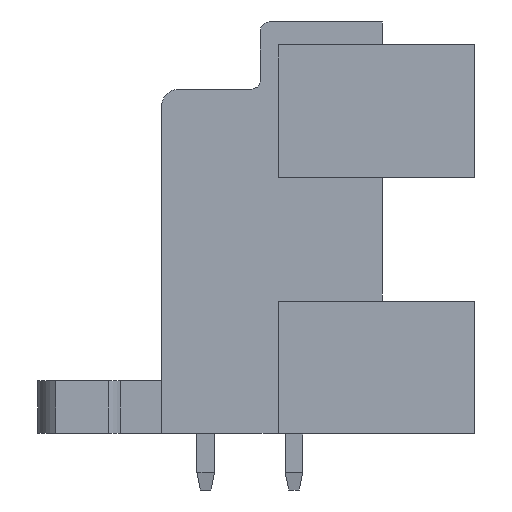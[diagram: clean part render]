
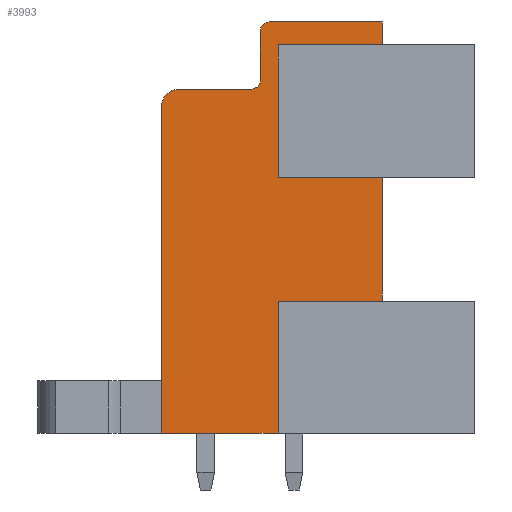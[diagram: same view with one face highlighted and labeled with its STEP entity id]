
A CAD part, left-side view. The second image highlights one B-rep face of the part: STEP entity #3993.
In plain terms, the highlighted planar face has unit normal (-1, 0, 0).
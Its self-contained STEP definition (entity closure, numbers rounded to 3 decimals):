
#2030=AXIS2_PLACEMENT_3D('Circle Axis2P3D',#2028,#2029,$) ;
#2092=AXIS2_PLACEMENT_3D('Circle Axis2P3D',#2090,#2091,$) ;
#2154=AXIS2_PLACEMENT_3D('Circle Axis2P3D',#2152,#2153,$) ;
#3964=AXIS2_PLACEMENT_3D('Plane Axis2P3D',#3961,#3962,#3963) ;
#867=CARTESIAN_POINT('Vertex',(3.5,5.2,10.7)) ;
#870=CARTESIAN_POINT('Line Origine',(3.5,8.15,10.7)) ;
#874=CARTESIAN_POINT('Vertex',(3.5,11.1,10.7)) ;
#952=CARTESIAN_POINT('Vertex',(3.5,5.2,17.7)) ;
#955=CARTESIAN_POINT('Line Origine',(3.5,5.2,14.2)) ;
#1011=CARTESIAN_POINT('Vertex',(3.5,11.1,17.7)) ;
#1014=CARTESIAN_POINT('Line Origine',(3.5,8.15,17.7)) ;
#1883=CARTESIAN_POINT('Vertex',(3.5,5.2,25.2)) ;
#1886=CARTESIAN_POINT('Line Origine',(3.5,8.15,25.2)) ;
#1890=CARTESIAN_POINT('Vertex',(3.5,11.1,25.2)) ;
#1963=CARTESIAN_POINT('Vertex',(3.5,5.2,26.5)) ;
#1966=CARTESIAN_POINT('Line Origine',(3.5,5.2,25.85)) ;
#1994=CARTESIAN_POINT('Vertex',(3.5,11.6,26.5)) ;
#1997=CARTESIAN_POINT('Line Origine',(3.5,8.4,26.5)) ;
#2025=CARTESIAN_POINT('Vertex',(3.5,12.1,26.)) ;
#2028=CARTESIAN_POINT('Axis2P3D Location',(3.5,11.6,26.)) ;
#2056=CARTESIAN_POINT('Vertex',(3.5,12.1,23.2)) ;
#2059=CARTESIAN_POINT('Line Origine',(3.5,12.1,24.6)) ;
#2087=CARTESIAN_POINT('Vertex',(3.5,12.6,22.7)) ;
#2090=CARTESIAN_POINT('Axis2P3D Location',(3.5,12.6,23.2)) ;
#2118=CARTESIAN_POINT('Vertex',(3.5,16.7,22.7)) ;
#2121=CARTESIAN_POINT('Line Origine',(3.5,14.65,22.7)) ;
#2149=CARTESIAN_POINT('Vertex',(3.5,17.7,21.7)) ;
#2152=CARTESIAN_POINT('Axis2P3D Location',(3.5,16.7,21.7)) ;
#2259=CARTESIAN_POINT('Vertex',(3.5,17.7,3.2)) ;
#2262=CARTESIAN_POINT('Line Origine',(3.5,17.7,12.45)) ;
#2358=CARTESIAN_POINT('Vertex',(3.5,11.1,3.2)) ;
#2361=CARTESIAN_POINT('Line Origine',(3.5,14.4,3.2)) ;
#3961=CARTESIAN_POINT('Axis2P3D Location',(3.5,0.,0.)) ;
#3966=CARTESIAN_POINT('Line Origine',(3.5,11.1,21.45)) ;
#3971=CARTESIAN_POINT('Line Origine',(3.5,11.1,6.95)) ;
#871=DIRECTION('Vector Direction',(0.,-1.,0.)) ;
#956=DIRECTION('Vector Direction',(0.,0.,-1.)) ;
#1015=DIRECTION('Vector Direction',(0.,1.,0.)) ;
#1887=DIRECTION('Vector Direction',(0.,-1.,0.)) ;
#1967=DIRECTION('Vector Direction',(0.,0.,-1.)) ;
#1998=DIRECTION('Vector Direction',(0.,-1.,0.)) ;
#2029=DIRECTION('Axis2P3D Direction',(-1.,0.,0.)) ;
#2060=DIRECTION('Vector Direction',(0.,0.,1.)) ;
#2091=DIRECTION('Axis2P3D Direction',(-1.,0.,0.)) ;
#2122=DIRECTION('Vector Direction',(0.,-1.,0.)) ;
#2153=DIRECTION('Axis2P3D Direction',(-1.,0.,0.)) ;
#2263=DIRECTION('Vector Direction',(0.,0.,1.)) ;
#2362=DIRECTION('Vector Direction',(0.,1.,0.)) ;
#3962=DIRECTION('Axis2P3D Direction',(-1.,0.,0.)) ;
#3963=DIRECTION('Axis2P3D XDirection',(0.,-1.,0.)) ;
#3967=DIRECTION('Vector Direction',(0.,0.,1.)) ;
#3972=DIRECTION('Vector Direction',(0.,0.,1.)) ;
#872=VECTOR('Line Direction',#871,1.) ;
#957=VECTOR('Line Direction',#956,1.) ;
#1016=VECTOR('Line Direction',#1015,1.) ;
#1888=VECTOR('Line Direction',#1887,1.) ;
#1968=VECTOR('Line Direction',#1967,1.) ;
#1999=VECTOR('Line Direction',#1998,1.) ;
#2061=VECTOR('Line Direction',#2060,1.) ;
#2123=VECTOR('Line Direction',#2122,1.) ;
#2264=VECTOR('Line Direction',#2263,1.) ;
#2363=VECTOR('Line Direction',#2362,1.) ;
#3968=VECTOR('Line Direction',#3967,1.) ;
#3973=VECTOR('Line Direction',#3972,1.) ;
#3977=ORIENTED_EDGE('',*,*,#1018,.F.) ;
#3978=ORIENTED_EDGE('',*,*,#3970,.F.) ;
#3979=ORIENTED_EDGE('',*,*,#1892,.F.) ;
#3980=ORIENTED_EDGE('',*,*,#1970,.T.) ;
#3981=ORIENTED_EDGE('',*,*,#2001,.T.) ;
#3982=ORIENTED_EDGE('',*,*,#2032,.T.) ;
#3983=ORIENTED_EDGE('',*,*,#2063,.T.) ;
#3984=ORIENTED_EDGE('',*,*,#2094,.T.) ;
#3985=ORIENTED_EDGE('',*,*,#2125,.T.) ;
#3986=ORIENTED_EDGE('',*,*,#2156,.T.) ;
#3987=ORIENTED_EDGE('',*,*,#2266,.T.) ;
#3988=ORIENTED_EDGE('',*,*,#2365,.T.) ;
#3989=ORIENTED_EDGE('',*,*,#3975,.F.) ;
#3990=ORIENTED_EDGE('',*,*,#876,.F.) ;
#3991=ORIENTED_EDGE('',*,*,#959,.T.) ;
#3993=ADVANCED_FACE('Housing',(#3992),#3965,.T.) ;
#2031=CIRCLE('generated circle',#2030,0.5) ;
#2093=CIRCLE('generated circle',#2092,0.5) ;
#2155=CIRCLE('generated circle',#2154,1.) ;
#876=EDGE_CURVE('',#868,#875,#873,.F.) ;
#959=EDGE_CURVE('',#868,#953,#958,.F.) ;
#1018=EDGE_CURVE('',#1012,#953,#1017,.F.) ;
#1892=EDGE_CURVE('',#1884,#1891,#1889,.F.) ;
#1970=EDGE_CURVE('',#1884,#1964,#1969,.F.) ;
#2001=EDGE_CURVE('',#1964,#1995,#2000,.F.) ;
#2032=EDGE_CURVE('',#1995,#2026,#2031,.T.) ;
#2063=EDGE_CURVE('',#2026,#2057,#2062,.F.) ;
#2094=EDGE_CURVE('',#2057,#2088,#2093,.F.) ;
#2125=EDGE_CURVE('',#2088,#2119,#2124,.F.) ;
#2156=EDGE_CURVE('',#2119,#2150,#2155,.T.) ;
#2266=EDGE_CURVE('',#2150,#2260,#2265,.F.) ;
#2365=EDGE_CURVE('',#2260,#2359,#2364,.F.) ;
#3970=EDGE_CURVE('',#1891,#1012,#3969,.F.) ;
#3975=EDGE_CURVE('',#875,#2359,#3974,.F.) ;
#3976=EDGE_LOOP('',(#3977,#3978,#3979,#3980,#3981,#3982,#3983,#3984,#3985,#3986,#3987,#3988,#3989,#3990,#3991)) ;
#3992=FACE_OUTER_BOUND('',#3976,.T.) ;
#873=LINE('Line',#870,#872) ;
#958=LINE('Line',#955,#957) ;
#1017=LINE('Line',#1014,#1016) ;
#1889=LINE('Line',#1886,#1888) ;
#1969=LINE('Line',#1966,#1968) ;
#2000=LINE('Line',#1997,#1999) ;
#2062=LINE('Line',#2059,#2061) ;
#2124=LINE('Line',#2121,#2123) ;
#2265=LINE('Line',#2262,#2264) ;
#2364=LINE('Line',#2361,#2363) ;
#3969=LINE('Line',#3966,#3968) ;
#3974=LINE('Line',#3971,#3973) ;
#3965=PLANE('',#3964) ;
#868=VERTEX_POINT('',#867) ;
#875=VERTEX_POINT('',#874) ;
#953=VERTEX_POINT('',#952) ;
#1012=VERTEX_POINT('',#1011) ;
#1884=VERTEX_POINT('',#1883) ;
#1891=VERTEX_POINT('',#1890) ;
#1964=VERTEX_POINT('',#1963) ;
#1995=VERTEX_POINT('',#1994) ;
#2026=VERTEX_POINT('',#2025) ;
#2057=VERTEX_POINT('',#2056) ;
#2088=VERTEX_POINT('',#2087) ;
#2119=VERTEX_POINT('',#2118) ;
#2150=VERTEX_POINT('',#2149) ;
#2260=VERTEX_POINT('',#2259) ;
#2359=VERTEX_POINT('',#2358) ;
